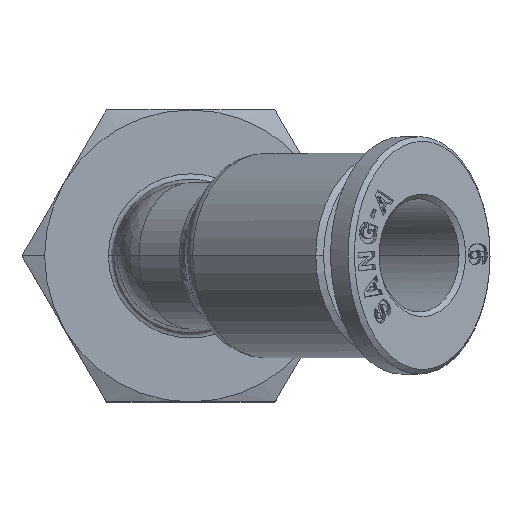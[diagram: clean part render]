
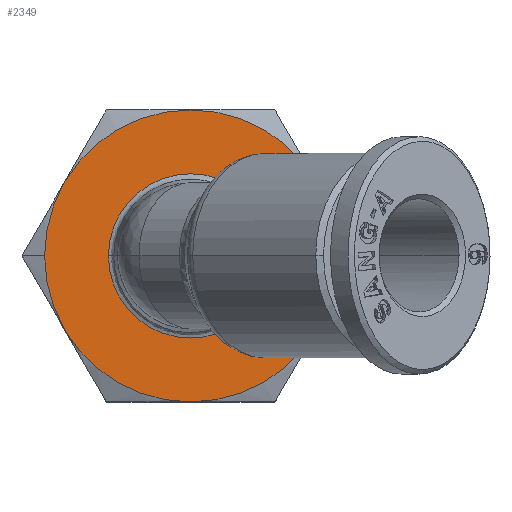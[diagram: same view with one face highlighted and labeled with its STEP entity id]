
A CAD part, top view. The second image highlights one B-rep face of the part: STEP entity #2349.
In plain terms, the highlighted planar face has unit normal (0, 0, 1).
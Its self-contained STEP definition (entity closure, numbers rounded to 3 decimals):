
#1441=CARTESIAN_POINT('',(-8.67,0.,-0.879));
#1442=VERTEX_POINT('',#1441);
#1451=CARTESIAN_POINT('',(-7.598,4.,-0.879));
#1452=VERTEX_POINT('',#1451);
#1453=CARTESIAN_POINT('',(-0.67,0.,-0.879));
#1454=DIRECTION('',(0.0,0.0,1.0));
#1455=DIRECTION('',(1.0,0.0,0.0));
#1456=AXIS2_PLACEMENT_3D('',#1453,#1454,#1455);
#1457=CIRCLE('',#1456,8.);
#1458=EDGE_CURVE('',#1452,#1442,#1457,.T.);
#1483=CARTESIAN_POINT('',(7.33,0.,-0.879));
#1484=VERTEX_POINT('',#1483);
#1491=CARTESIAN_POINT('',(6.258,4.,-0.879));
#1492=VERTEX_POINT('',#1491);
#1506=CARTESIAN_POINT('',(-0.67,0.,-0.879));
#1507=DIRECTION('',(0.0,0.0,1.0));
#1508=DIRECTION('',(1.0,0.0,0.0));
#1509=AXIS2_PLACEMENT_3D('',#1506,#1507,#1508);
#1510=CIRCLE('',#1509,8.);
#1511=EDGE_CURVE('',#1484,#1492,#1510,.T.);
#1761=CARTESIAN_POINT('',(3.831,0.,-0.879));
#1762=VERTEX_POINT('',#1761);
#1771=CARTESIAN_POINT('',(-5.171,0.,-0.879));
#1772=VERTEX_POINT('',#1771);
#1780=CARTESIAN_POINT('',(-0.67,0.,-0.879));
#1781=DIRECTION('',(0.0,0.0,1.0));
#1782=DIRECTION('',(-1.0,0.0,0.0));
#1783=AXIS2_PLACEMENT_3D('',#1780,#1781,#1782);
#1784=CIRCLE('',#1783,4.501);
#1785=EDGE_CURVE('',#1772,#1762,#1784,.T.);
#2250=CARTESIAN_POINT('',(-0.67,0.,-0.879));
#2251=DIRECTION('',(0.0,0.0,1.0));
#2252=DIRECTION('',(-1.0,0.0,0.0));
#2253=AXIS2_PLACEMENT_3D('',#2250,#2251,#2252);
#2254=CIRCLE('',#2253,4.501);
#2255=EDGE_CURVE('',#1762,#1772,#2254,.T.);
#2286=CARTESIAN_POINT('',(-0.67,0.,-0.879));
#2287=DIRECTION('',(0.0,0.0,-1.0));
#2288=DIRECTION('',(-1.0,0.0,0.0));
#2289=AXIS2_PLACEMENT_3D('',#2286,#2287,#2288);
#2290=PLANE('',#2289);
#2291=ORIENTED_EDGE('',*,*,#1458,.T.);
#2292=CARTESIAN_POINT('',(-7.598,-4.,-0.879));
#2293=VERTEX_POINT('',#2292);
#2294=CARTESIAN_POINT('',(-0.67,0.,-0.879));
#2295=DIRECTION('',(0.0,0.0,1.0));
#2296=DIRECTION('',(1.0,0.0,0.0));
#2297=AXIS2_PLACEMENT_3D('',#2294,#2295,#2296);
#2298=CIRCLE('',#2297,8.);
#2299=EDGE_CURVE('',#1442,#2293,#2298,.T.);
#2300=ORIENTED_EDGE('',*,*,#2299,.T.);
#2301=CARTESIAN_POINT('',(-0.67,-8.,-0.879));
#2302=VERTEX_POINT('',#2301);
#2303=CARTESIAN_POINT('',(-0.67,0.,-0.879));
#2304=DIRECTION('',(0.0,0.0,1.0));
#2305=DIRECTION('',(1.0,0.0,0.0));
#2306=AXIS2_PLACEMENT_3D('',#2303,#2304,#2305);
#2307=CIRCLE('',#2306,8.);
#2308=EDGE_CURVE('',#2293,#2302,#2307,.T.);
#2309=ORIENTED_EDGE('',*,*,#2308,.T.);
#2310=CARTESIAN_POINT('',(6.258,-4.,-0.879));
#2311=VERTEX_POINT('',#2310);
#2312=CARTESIAN_POINT('',(-0.67,0.,-0.879));
#2313=DIRECTION('',(0.0,0.0,1.0));
#2314=DIRECTION('',(1.0,0.0,0.0));
#2315=AXIS2_PLACEMENT_3D('',#2312,#2313,#2314);
#2316=CIRCLE('',#2315,8.);
#2317=EDGE_CURVE('',#2302,#2311,#2316,.T.);
#2318=ORIENTED_EDGE('',*,*,#2317,.T.);
#2319=CARTESIAN_POINT('',(-0.67,0.,-0.879));
#2320=DIRECTION('',(0.0,0.0,1.0));
#2321=DIRECTION('',(1.0,0.0,0.0));
#2322=AXIS2_PLACEMENT_3D('',#2319,#2320,#2321);
#2323=CIRCLE('',#2322,8.);
#2324=EDGE_CURVE('',#2311,#1484,#2323,.T.);
#2325=ORIENTED_EDGE('',*,*,#2324,.T.);
#2326=ORIENTED_EDGE('',*,*,#1511,.T.);
#2327=CARTESIAN_POINT('',(-0.67,8.,-0.879));
#2328=VERTEX_POINT('',#2327);
#2329=CARTESIAN_POINT('',(-0.67,0.,-0.879));
#2330=DIRECTION('',(0.0,0.0,1.0));
#2331=DIRECTION('',(1.0,0.0,0.0));
#2332=AXIS2_PLACEMENT_3D('',#2329,#2330,#2331);
#2333=CIRCLE('',#2332,8.);
#2334=EDGE_CURVE('',#1492,#2328,#2333,.T.);
#2335=ORIENTED_EDGE('',*,*,#2334,.T.);
#2336=CARTESIAN_POINT('',(-0.67,0.,-0.879));
#2337=DIRECTION('',(0.0,0.0,1.0));
#2338=DIRECTION('',(1.0,0.0,0.0));
#2339=AXIS2_PLACEMENT_3D('',#2336,#2337,#2338);
#2340=CIRCLE('',#2339,8.);
#2341=EDGE_CURVE('',#2328,#1452,#2340,.T.);
#2342=ORIENTED_EDGE('',*,*,#2341,.T.);
#2343=EDGE_LOOP('',(#2291,#2300,#2309,#2318,#2325,#2326,#2335,#2342));
#2344=FACE_OUTER_BOUND('',#2343,.T.);
#2345=ORIENTED_EDGE('',*,*,#2255,.F.);
#2346=ORIENTED_EDGE('',*,*,#1785,.F.);
#2347=EDGE_LOOP('',(#2345,#2346));
#2348=FACE_BOUND('',#2347,.T.);
#2349=ADVANCED_FACE('',(#2344,#2348),#2290,.F.);
